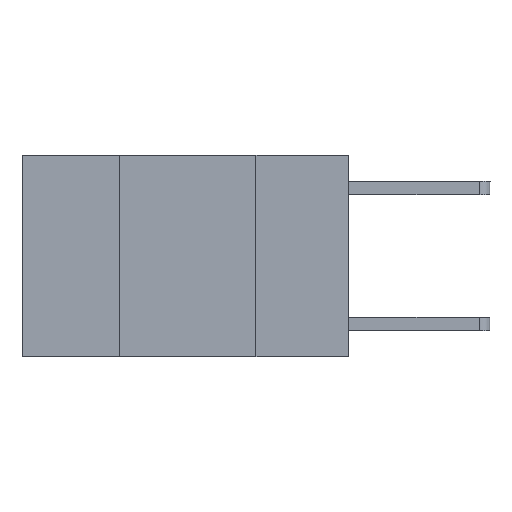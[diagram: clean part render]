
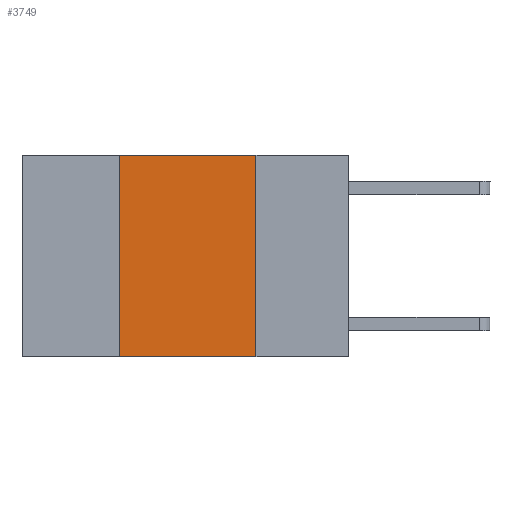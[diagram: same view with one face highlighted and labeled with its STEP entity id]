
A CAD part, left-side view. The second image highlights one B-rep face of the part: STEP entity #3749.
In plain terms, the highlighted planar face has unit normal (-1, 0, 0).
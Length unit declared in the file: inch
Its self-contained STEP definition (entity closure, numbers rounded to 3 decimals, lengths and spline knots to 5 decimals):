
#125 = DIRECTION ( 'NONE',  ( 1., 0., 0. ) ) ;
#132 = CARTESIAN_POINT ( 'NONE',  ( 0., 0.17, 0. ) ) ;
#426 = EDGE_CURVE ( 'NONE', #2551, #831, #4542, .T. ) ;
#783 = PLANE ( 'NONE',  #7163 ) ;
#831 = VERTEX_POINT ( 'NONE', #3280 ) ;
#922 = CARTESIAN_POINT ( 'NONE',  ( 0., 0.42, 0. ) ) ;
#1157 = VERTEX_POINT ( 'NONE', #5739 ) ;
#1617 = DIRECTION ( 'NONE',  ( 0., 0., -1. ) ) ;
#1879 = CARTESIAN_POINT ( 'NONE',  ( 0., 0.6, -0.37 ) ) ;
#2143 = EDGE_CURVE ( 'NONE', #1157, #2551, #8306, .T. ) ;
#2200 = ORIENTED_EDGE ( 'NONE', *, *, #2143, .F. ) ;
#2209 = ORIENTED_EDGE ( 'NONE', *, *, #426, .F. ) ;
#2278 = DIRECTION ( 'NONE',  ( 0., 0., 1. ) ) ;
#2335 = CARTESIAN_POINT ( 'NONE',  ( 0., 0.42, 0. ) ) ;
#2376 = ORIENTED_EDGE ( 'NONE', *, *, #7398, .F. ) ;
#2534 = LINE ( 'NONE', #1879, #4294 ) ;
#2551 = VERTEX_POINT ( 'NONE', #2335 ) ;
#2881 = LINE ( 'NONE', #132, #4501 ) ;
#3037 = VECTOR ( 'NONE', #2278, 39.37008 ) ;
#3280 = CARTESIAN_POINT ( 'NONE',  ( 0., 0.17, 0. ) ) ;
#3506 = CARTESIAN_POINT ( 'NONE',  ( 0., 0.6, 0. ) ) ;
#3643 = EDGE_CURVE ( 'NONE', #1157, #8417, #2534, .T. ) ;
#3749 = ADVANCED_FACE ( 'NONE', ( #6701 ), #783, .F. ) ;
#4294 = VECTOR ( 'NONE', #4547, 39.37008 ) ;
#4501 = VECTOR ( 'NONE', #1617, 39.37008 ) ;
#4542 = LINE ( 'NONE', #6165, #8672 ) ;
#4547 = DIRECTION ( 'NONE',  ( 0., -1., 0. ) ) ;
#4626 = ORIENTED_EDGE ( 'NONE', *, *, #3643, .T. ) ;
#4853 = DIRECTION ( 'NONE',  ( 0., 0., -1. ) ) ;
#4997 = EDGE_LOOP ( 'NONE', ( #2376, #2209, #2200, #4626 ) ) ;
#5739 = CARTESIAN_POINT ( 'NONE',  ( 0., 0.42, -0.37 ) ) ;
#5804 = CARTESIAN_POINT ( 'NONE',  ( 0., 0.17, -0.37 ) ) ;
#6165 = CARTESIAN_POINT ( 'NONE',  ( 0., 0.6, 0. ) ) ;
#6701 = FACE_OUTER_BOUND ( 'NONE', #4997, .T. ) ;
#6810 = DIRECTION ( 'NONE',  ( 0., -1., 0. ) ) ;
#7163 = AXIS2_PLACEMENT_3D ( 'NONE', #3506, #125, #4853 ) ;
#7398 = EDGE_CURVE ( 'NONE', #831, #8417, #2881, .T. ) ;
#8306 = LINE ( 'NONE', #922, #3037 ) ;
#8417 = VERTEX_POINT ( 'NONE', #5804 ) ;
#8672 = VECTOR ( 'NONE', #6810, 39.37008 ) ;
